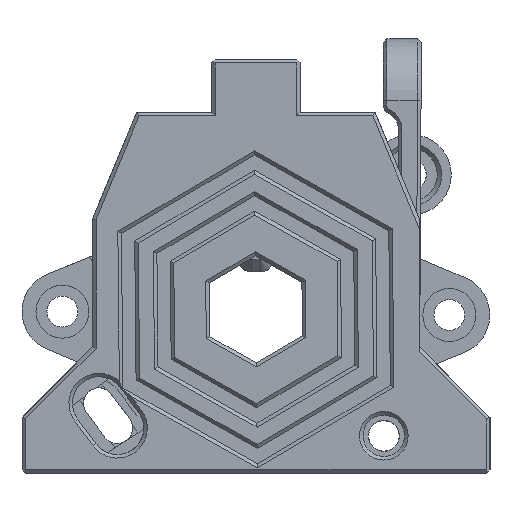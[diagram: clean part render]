
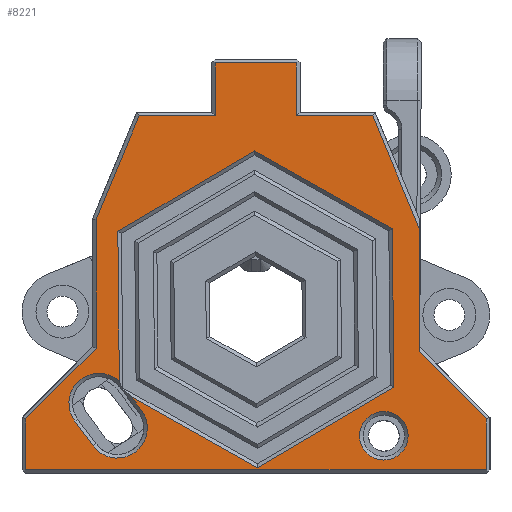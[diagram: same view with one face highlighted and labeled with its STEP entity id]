
A CAD part, left-side view. The second image highlights one B-rep face of the part: STEP entity #8221.
In plain terms, the highlighted planar face has unit normal (-1, 0, 0).
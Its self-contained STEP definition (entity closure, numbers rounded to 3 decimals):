
#61=FACE_BOUND('',#1227,.T.);
#62=FACE_BOUND('',#1228,.T.);
#374=PLANE('',#8811);
#744=FACE_OUTER_BOUND('',#1226,.T.);
#1226=EDGE_LOOP('',(#6229,#6230,#6231,#6232,#6233,#6234,#6235,#6236,#6237,
#6238,#6239,#6240,#6241,#6242));
#1227=EDGE_LOOP('',(#6243,#6244,#6245,#6246,#6247,#6248,#6249,#6250,#6251,
#6252));
#1228=EDGE_LOOP('',(#6253));
#1813=LINE('',#12911,#2643);
#1814=LINE('',#12913,#2644);
#1815=LINE('',#12915,#2645);
#1816=LINE('',#12917,#2646);
#1817=LINE('',#12919,#2647);
#1818=LINE('',#12921,#2648);
#1819=LINE('',#12923,#2649);
#1820=LINE('',#12925,#2650);
#1821=LINE('',#12927,#2651);
#1822=LINE('',#12929,#2652);
#1823=LINE('',#12931,#2653);
#1824=LINE('',#12933,#2654);
#1825=LINE('',#12935,#2655);
#1826=LINE('',#12936,#2656);
#1827=LINE('',#12939,#2657);
#1828=LINE('',#12941,#2658);
#1829=LINE('',#12943,#2659);
#1830=LINE('',#12945,#2660);
#1831=LINE('',#12949,#2661);
#1832=LINE('',#12953,#2662);
#1833=LINE('',#12955,#2663);
#1834=LINE('',#12956,#2664);
#2643=VECTOR('',#9946,10.);
#2644=VECTOR('',#9947,10.);
#2645=VECTOR('',#9948,10.);
#2646=VECTOR('',#9949,10.);
#2647=VECTOR('',#9950,10.);
#2648=VECTOR('',#9951,10.);
#2649=VECTOR('',#9952,10.);
#2650=VECTOR('',#9953,10.);
#2651=VECTOR('',#9954,10.);
#2652=VECTOR('',#9955,10.);
#2653=VECTOR('',#9956,10.);
#2654=VECTOR('',#9957,10.);
#2655=VECTOR('',#9958,10.);
#2656=VECTOR('',#9959,10.);
#2657=VECTOR('',#9960,10.);
#2658=VECTOR('',#9961,10.);
#2659=VECTOR('',#9962,10.);
#2660=VECTOR('',#9963,10.);
#2661=VECTOR('',#9966,10.);
#2662=VECTOR('',#9969,10.);
#2663=VECTOR('',#9970,10.);
#2664=VECTOR('',#9971,10.);
#3359=CIRCLE('',#8807,2.75);
#3362=CIRCLE('',#8812,3.4);
#3363=CIRCLE('',#8813,3.4);
#3773=VERTEX_POINT('',#12899);
#3776=VERTEX_POINT('',#12909);
#3777=VERTEX_POINT('',#12910);
#3778=VERTEX_POINT('',#12912);
#3779=VERTEX_POINT('',#12914);
#3780=VERTEX_POINT('',#12916);
#3781=VERTEX_POINT('',#12918);
#3782=VERTEX_POINT('',#12920);
#3783=VERTEX_POINT('',#12922);
#3784=VERTEX_POINT('',#12924);
#3785=VERTEX_POINT('',#12926);
#3786=VERTEX_POINT('',#12928);
#3787=VERTEX_POINT('',#12930);
#3788=VERTEX_POINT('',#12932);
#3789=VERTEX_POINT('',#12934);
#3790=VERTEX_POINT('',#12937);
#3791=VERTEX_POINT('',#12938);
#3792=VERTEX_POINT('',#12940);
#3793=VERTEX_POINT('',#12942);
#3794=VERTEX_POINT('',#12944);
#3795=VERTEX_POINT('',#12946);
#3796=VERTEX_POINT('',#12948);
#3797=VERTEX_POINT('',#12950);
#3798=VERTEX_POINT('',#12952);
#3799=VERTEX_POINT('',#12954);
#4669=EDGE_CURVE('',#3773,#3773,#3359,.T.);
#4674=EDGE_CURVE('',#3776,#3777,#1813,.T.);
#4675=EDGE_CURVE('',#3778,#3776,#1814,.T.);
#4676=EDGE_CURVE('',#3779,#3778,#1815,.T.);
#4677=EDGE_CURVE('',#3780,#3779,#1816,.T.);
#4678=EDGE_CURVE('',#3781,#3780,#1817,.T.);
#4679=EDGE_CURVE('',#3782,#3781,#1818,.T.);
#4680=EDGE_CURVE('',#3783,#3782,#1819,.T.);
#4681=EDGE_CURVE('',#3784,#3783,#1820,.T.);
#4682=EDGE_CURVE('',#3785,#3784,#1821,.T.);
#4683=EDGE_CURVE('',#3786,#3785,#1822,.T.);
#4684=EDGE_CURVE('',#3787,#3786,#1823,.T.);
#4685=EDGE_CURVE('',#3788,#3787,#1824,.T.);
#4686=EDGE_CURVE('',#3789,#3788,#1825,.T.);
#4687=EDGE_CURVE('',#3777,#3789,#1826,.T.);
#4688=EDGE_CURVE('',#3790,#3791,#1827,.T.);
#4689=EDGE_CURVE('',#3792,#3790,#1828,.T.);
#4690=EDGE_CURVE('',#3793,#3792,#1829,.T.);
#4691=EDGE_CURVE('',#3794,#3793,#1830,.T.);
#4692=EDGE_CURVE('',#3795,#3794,#3362,.T.);
#4693=EDGE_CURVE('',#3796,#3795,#1831,.T.);
#4694=EDGE_CURVE('',#3797,#3796,#3363,.T.);
#4695=EDGE_CURVE('',#3798,#3797,#1832,.T.);
#4696=EDGE_CURVE('',#3799,#3798,#1833,.T.);
#4697=EDGE_CURVE('',#3791,#3799,#1834,.T.);
#6229=ORIENTED_EDGE('',*,*,#4674,.F.);
#6230=ORIENTED_EDGE('',*,*,#4675,.F.);
#6231=ORIENTED_EDGE('',*,*,#4676,.F.);
#6232=ORIENTED_EDGE('',*,*,#4677,.F.);
#6233=ORIENTED_EDGE('',*,*,#4678,.F.);
#6234=ORIENTED_EDGE('',*,*,#4679,.F.);
#6235=ORIENTED_EDGE('',*,*,#4680,.F.);
#6236=ORIENTED_EDGE('',*,*,#4681,.F.);
#6237=ORIENTED_EDGE('',*,*,#4682,.F.);
#6238=ORIENTED_EDGE('',*,*,#4683,.F.);
#6239=ORIENTED_EDGE('',*,*,#4684,.F.);
#6240=ORIENTED_EDGE('',*,*,#4685,.F.);
#6241=ORIENTED_EDGE('',*,*,#4686,.F.);
#6242=ORIENTED_EDGE('',*,*,#4687,.F.);
#6243=ORIENTED_EDGE('',*,*,#4688,.F.);
#6244=ORIENTED_EDGE('',*,*,#4689,.F.);
#6245=ORIENTED_EDGE('',*,*,#4690,.F.);
#6246=ORIENTED_EDGE('',*,*,#4691,.F.);
#6247=ORIENTED_EDGE('',*,*,#4692,.F.);
#6248=ORIENTED_EDGE('',*,*,#4693,.F.);
#6249=ORIENTED_EDGE('',*,*,#4694,.F.);
#6250=ORIENTED_EDGE('',*,*,#4695,.F.);
#6251=ORIENTED_EDGE('',*,*,#4696,.F.);
#6252=ORIENTED_EDGE('',*,*,#4697,.F.);
#6253=ORIENTED_EDGE('',*,*,#4669,.F.);
#8221=ADVANCED_FACE('',(#744,#61,#62),#374,.T.);
#8807=AXIS2_PLACEMENT_3D('',#12900,#9934,#9935);
#8811=AXIS2_PLACEMENT_3D('',#12908,#9944,#9945);
#8812=AXIS2_PLACEMENT_3D('',#12947,#9964,#9965);
#8813=AXIS2_PLACEMENT_3D('',#12951,#9967,#9968);
#9934=DIRECTION('center_axis',(-1.,0.,0.));
#9935=DIRECTION('ref_axis',(0.,-1.,0.));
#9944=DIRECTION('center_axis',(-1.,0.,0.));
#9945=DIRECTION('ref_axis',(0.,-1.,0.));
#9946=DIRECTION('',(0.,-0.383,-0.924));
#9947=DIRECTION('',(0.,-1.,0.));
#9948=DIRECTION('',(0.,0.,-1.));
#9949=DIRECTION('',(0.,-1.,0.));
#9950=DIRECTION('',(0.,0.,1.));
#9951=DIRECTION('',(0.,-1.,0.));
#9952=DIRECTION('',(0.,-0.383,0.924));
#9953=DIRECTION('',(0.,0.,1.));
#9954=DIRECTION('',(0.,-0.707,0.707));
#9955=DIRECTION('',(0.,0.,1.));
#9956=DIRECTION('',(0.,1.,0.));
#9957=DIRECTION('',(0.,0.,-1.));
#9958=DIRECTION('',(0.,-0.707,-0.707));
#9959=DIRECTION('',(0.,0.,-1.));
#9960=DIRECTION('',(0.,0.01,1.));
#9961=DIRECTION('',(0.,-0.861,0.508));
#9962=DIRECTION('',(0.,-0.871,-0.491));
#9963=DIRECTION('',(0.,0.595,0.804));
#9964=DIRECTION('center_axis',(-1.,0.,0.));
#9965=DIRECTION('ref_axis',(0.,-1.,0.));
#9966=DIRECTION('',(0.,-0.595,-0.804));
#9967=DIRECTION('center_axis',(-1.,0.,0.));
#9968=DIRECTION('ref_axis',(0.,1.,0.));
#9969=DIRECTION('',(0.,-0.01,-1.));
#9970=DIRECTION('',(0.,0.861,-0.508));
#9971=DIRECTION('',(0.,0.871,0.491));
#12899=CARTESIAN_POINT('',(-62.112,8.331,6.96));
#12900=CARTESIAN_POINT('Origin',(-62.112,5.581,6.96));
#12908=CARTESIAN_POINT('Origin',(-62.112,20.081,27.872));
#12909=CARTESIAN_POINT('',(-62.112,6.848,43.21));
#12910=CARTESIAN_POINT('',(-62.112,1.581,30.495));
#12911=CARTESIAN_POINT('',(-62.112,3.907,36.109));
#12912=CARTESIAN_POINT('',(-62.112,15.481,43.21));
#12913=CARTESIAN_POINT('',(-62.112,25.691,43.21));
#12914=CARTESIAN_POINT('',(-62.112,15.481,49.21));
#12915=CARTESIAN_POINT('',(-62.112,15.481,35.741));
#12916=CARTESIAN_POINT('',(-62.112,24.681,49.21));
#12917=CARTESIAN_POINT('',(-62.112,20.081,49.21));
#12918=CARTESIAN_POINT('',(-62.112,24.681,43.21));
#12919=CARTESIAN_POINT('',(-62.112,24.681,33.905));
#12920=CARTESIAN_POINT('',(-62.112,33.314,43.21));
#12921=CARTESIAN_POINT('',(-62.112,25.691,43.21));
#12922=CARTESIAN_POINT('',(-62.112,38.181,31.461));
#12923=CARTESIAN_POINT('',(-62.112,36.255,36.109));
#12924=CARTESIAN_POINT('',(-62.112,38.181,16.873));
#12925=CARTESIAN_POINT('',(-62.112,38.181,14.241));
#12926=CARTESIAN_POINT('',(-62.112,46.181,8.872));
#12927=CARTESIAN_POINT('',(-62.112,32.922,22.132));
#12928=CARTESIAN_POINT('',(-62.112,46.181,3.11));
#12929=CARTESIAN_POINT('',(-62.112,46.181,13.741));
#12930=CARTESIAN_POINT('',(-62.112,-6.019,3.11));
#12931=CARTESIAN_POINT('',(-62.112,6.831,3.11));
#12932=CARTESIAN_POINT('',(-62.112,-6.019,8.873));
#12933=CARTESIAN_POINT('',(-62.112,-6.019,13.741));
#12934=CARTESIAN_POINT('',(-62.112,1.581,16.473));
#12935=CARTESIAN_POINT('',(-62.112,7.24,22.132));
#12936=CARTESIAN_POINT('',(-62.112,1.581,18.541));
#12937=CARTESIAN_POINT('',(-62.112,4.448,12.461));
#12938=CARTESIAN_POINT('',(-62.112,4.624,30.416));
#12939=CARTESIAN_POINT('',(-62.112,4.611,29.105));
#12940=CARTESIAN_POINT('',(-62.112,19.909,3.331));
#12941=CARTESIAN_POINT('',(-62.112,6.969,10.973));
#12942=CARTESIAN_POINT('',(-62.112,34.186,11.388));
#12943=CARTESIAN_POINT('',(-62.112,25.327,6.389));
#12944=CARTESIAN_POINT('',(-62.112,33.054,9.858));
#12945=CARTESIAN_POINT('',(-62.112,35.066,12.577));
#12946=CARTESIAN_POINT('',(-62.112,38.52,5.813));
#12947=CARTESIAN_POINT('Origin',(-62.112,35.787,7.836));
#12948=CARTESIAN_POINT('',(-62.112,40.602,8.627));
#12949=CARTESIAN_POINT('',(-62.112,41.573,9.939));
#12950=CARTESIAN_POINT('',(-62.112,35.556,13.141));
#12951=CARTESIAN_POINT('Origin',(-62.112,37.869,10.649));
#12952=CARTESIAN_POINT('',(-62.112,35.723,30.11));
#12953=CARTESIAN_POINT('',(-62.112,35.624,20.053));
#12954=CARTESIAN_POINT('',(-62.112,20.262,39.241));
#12955=CARTESIAN_POINT('',(-62.112,30.315,33.304));
#12956=CARTESIAN_POINT('',(-62.112,17.66,37.772));
